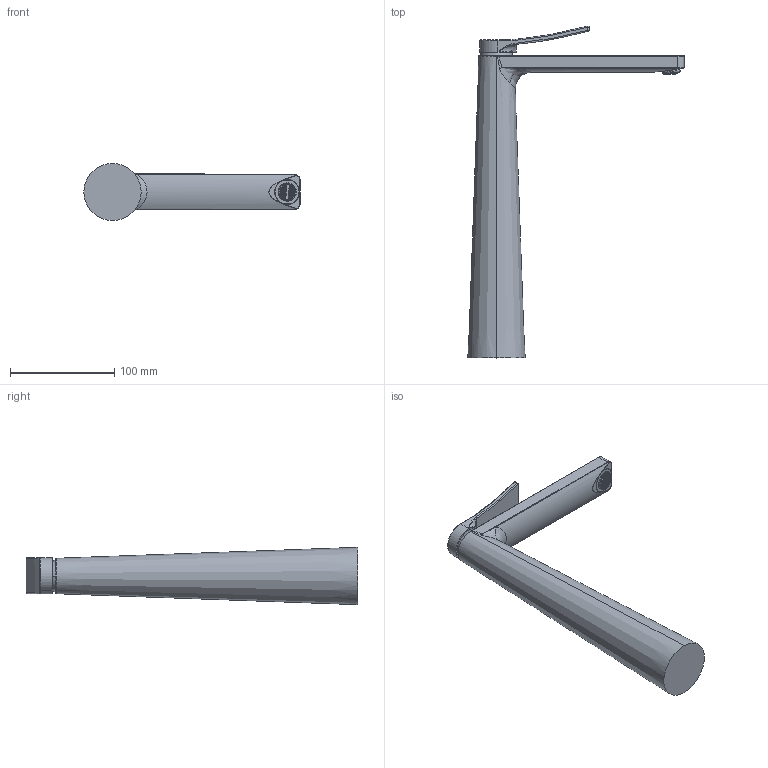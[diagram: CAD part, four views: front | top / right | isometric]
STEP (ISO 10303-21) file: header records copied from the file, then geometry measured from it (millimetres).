
FILE_DESCRIPTION (( 'STEP AP203' ), '1' );
FILE_NAME ('34030.STEP', '2021-03-27T08:43:33', ( 'EFFEPI3' ), ( '' ), 'SwSTEP 2.0', 'SolidWorks 2018', '' );
FILE_SCHEMA (( 'CONFIG_CONTROL_DESIGN' ));
Length unit declared in the file: millimetre
Products named in the file (5): lavabo alto base diam.55; cappuccio lavabo ; leva lavabo; 0000092404; 34030
Assembly tree (4 placements, depth 2):
  34030
    lavabo alto base diam.55
    cappuccio lavabo 
    leva lavabo
    0000092404
Bounding box: 207.5 x 318.33 x 55 mm (x, y, z)
Volume: 566726.9 mm3; surface area: 73509 mm2
Topology: 5 solids, 5 shells, 572 faces, 1429 edges, 922 vertices
Faces by surface type: plane 472, cylinder 38, bspline 37, torus 15, cone 6, sphere 4
Entity records: 19325 total; most frequent: CARTESIAN_POINT 6143, ORIENTED_EDGE 2842, DIRECTION 2180, EDGE_CURVE 1421, VERTEX_POINT 922, VECTOR 828, LINE 828, AXIS2_PLACEMENT_3D 676
